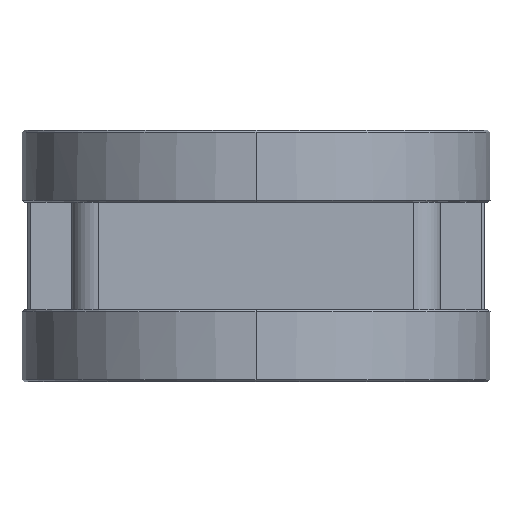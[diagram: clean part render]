
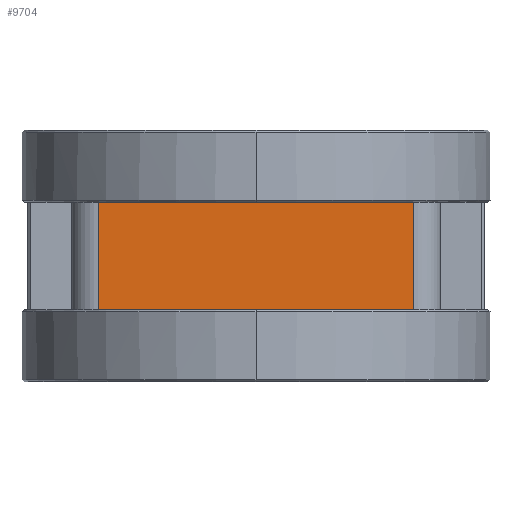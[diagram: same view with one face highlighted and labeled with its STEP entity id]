
A CAD part, front view. The second image highlights one B-rep face of the part: STEP entity #9704.
In plain terms, the highlighted planar face has unit normal (0, -1, 0).
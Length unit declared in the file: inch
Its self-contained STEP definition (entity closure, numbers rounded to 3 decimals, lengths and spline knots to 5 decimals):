
#1616=DIRECTION('',(1.,0.,0.));
#1617=VECTOR('',#1616,0.07648);
#1618=CARTESIAN_POINT('',(1.42352,-1.697,-0.5125));
#1619=LINE('',#1618,#1617);
#1625=DIRECTION('',(1.,0.,0.));
#1626=VECTOR('',#1625,0.07648);
#1627=CARTESIAN_POINT('',(-1.5,-1.697,-0.5125));
#1628=LINE('',#1627,#1626);
#2767=DIRECTION('',(1.,0.,0.));
#2768=VECTOR('',#2767,0.26871);
#2769=CARTESIAN_POINT('',(0.55983,-1.697,-0.5125));
#2770=LINE('',#2769,#2768);
#2771=DIRECTION('',(1.,0.,0.));
#2772=VECTOR('',#2771,1.11966);
#2773=CARTESIAN_POINT('',(-0.55983,-1.697,-0.5125));
#2774=LINE('',#2773,#2772);
#2775=DIRECTION('',(1.,0.,0.));
#2776=VECTOR('',#2775,0.26871);
#2777=CARTESIAN_POINT('',(-0.82854,-1.697,-0.5125));
#2778=LINE('',#2777,#2776);
#2779=DIRECTION('',(1.,0.,0.));
#2780=VECTOR('',#2779,0.59498);
#2781=CARTESIAN_POINT('',(-1.42352,-1.697,-0.5125));
#2782=LINE('',#2781,#2780);
#2783=DIRECTION('',(0.,0.,-1.));
#2784=VECTOR('',#2783,1.025);
#2785=CARTESIAN_POINT('',(-1.5,-1.697,0.5125));
#2786=LINE('',#2785,#2784);
#2787=DIRECTION('',(1.,0.,0.));
#2788=VECTOR('',#2787,0.59498);
#2789=CARTESIAN_POINT('',(-1.42352,-1.697,0.5125));
#2790=LINE('',#2789,#2788);
#2791=DIRECTION('',(-1.,0.,0.));
#2792=VECTOR('',#2791,0.26871);
#2793=CARTESIAN_POINT('',(-0.55983,-1.697,0.5125));
#2794=LINE('',#2793,#2792);
#2795=DIRECTION('',(1.,0.,0.));
#2796=VECTOR('',#2795,1.11966);
#2797=CARTESIAN_POINT('',(-0.55983,-1.697,0.5125));
#2798=LINE('',#2797,#2796);
#2799=DIRECTION('',(-1.,0.,0.));
#2800=VECTOR('',#2799,0.26871);
#2801=CARTESIAN_POINT('',(0.82854,-1.697,0.5125));
#2802=LINE('',#2801,#2800);
#2803=DIRECTION('',(1.,0.,0.));
#2804=VECTOR('',#2803,0.59498);
#2805=CARTESIAN_POINT('',(0.82854,-1.697,0.5125));
#2806=LINE('',#2805,#2804);
#2807=DIRECTION('',(0.,0.,-1.));
#2808=VECTOR('',#2807,1.025);
#2809=CARTESIAN_POINT('',(1.5,-1.697,0.5125));
#2810=LINE('',#2809,#2808);
#2811=DIRECTION('',(1.,0.,0.));
#2812=VECTOR('',#2811,0.59498);
#2813=CARTESIAN_POINT('',(0.82854,-1.697,-0.5125));
#2814=LINE('',#2813,#2812);
#2919=DIRECTION('',(-1.,0.,0.));
#2920=VECTOR('',#2919,0.07648);
#2921=CARTESIAN_POINT('',(1.5,-1.697,0.5125));
#2922=LINE('',#2921,#2920);
#2946=DIRECTION('',(-1.,0.,0.));
#2947=VECTOR('',#2946,0.07648);
#2948=CARTESIAN_POINT('',(-1.42352,-1.697,0.5125));
#2949=LINE('',#2948,#2947);
#4709=CARTESIAN_POINT('',(1.5,-1.697,-0.5125));
#4711=VERTEX_POINT('',#4709);
#4712=CARTESIAN_POINT('',(1.5,-1.697,0.5125));
#4713=VERTEX_POINT('',#4712);
#4716=CARTESIAN_POINT('',(-1.5,-1.697,-0.5125));
#4718=VERTEX_POINT('',#4716);
#4722=CARTESIAN_POINT('',(-1.5,-1.697,0.5125));
#4723=VERTEX_POINT('',#4722);
#4864=CARTESIAN_POINT('',(1.42352,-1.697,0.5125));
#4866=VERTEX_POINT('',#4864);
#4868=CARTESIAN_POINT('',(-1.42352,-1.697,0.5125));
#4869=VERTEX_POINT('',#4868);
#4902=CARTESIAN_POINT('',(1.42352,-1.697,-0.5125));
#4904=VERTEX_POINT('',#4902);
#4906=CARTESIAN_POINT('',(-1.42352,-1.697,-0.5125));
#4907=VERTEX_POINT('',#4906);
#5012=CARTESIAN_POINT('',(-0.82854,-1.697,0.5125));
#5013=CARTESIAN_POINT('',(-0.55983,-1.697,0.5125));
#5014=VERTEX_POINT('',#5012);
#5015=VERTEX_POINT('',#5013);
#5028=CARTESIAN_POINT('',(0.55983,-1.697,0.5125));
#5029=CARTESIAN_POINT('',(0.82854,-1.697,0.5125));
#5030=VERTEX_POINT('',#5028);
#5031=VERTEX_POINT('',#5029);
#5132=CARTESIAN_POINT('',(-0.82854,-1.697,-0.5125));
#5133=CARTESIAN_POINT('',(-0.55983,-1.697,-0.5125));
#5134=VERTEX_POINT('',#5132);
#5135=VERTEX_POINT('',#5133);
#5148=CARTESIAN_POINT('',(0.55983,-1.697,-0.5125));
#5149=CARTESIAN_POINT('',(0.82854,-1.697,-0.5125));
#5150=VERTEX_POINT('',#5148);
#5151=VERTEX_POINT('',#5149);
#9674=CARTESIAN_POINT('',(-1.76,-1.697,-0.5125));
#9675=DIRECTION('',(0.,-1.,0.));
#9676=DIRECTION('',(1.,0.,0.));
#9677=AXIS2_PLACEMENT_3D('',#9674,#9675,#9676);
#9678=PLANE('',#9677);
#9680=ORIENTED_EDGE('',*,*,#9679,.F.);
#9681=ORIENTED_EDGE('',*,*,#8455,.F.);
#9683=ORIENTED_EDGE('',*,*,#9682,.F.);
#9684=ORIENTED_EDGE('',*,*,#8451,.F.);
#9685=ORIENTED_EDGE('',*,*,#8340,.F.);
#9687=ORIENTED_EDGE('',*,*,#9686,.F.);
#9689=ORIENTED_EDGE('',*,*,#9688,.F.);
#9690=ORIENTED_EDGE('',*,*,#9430,.T.);
#9692=ORIENTED_EDGE('',*,*,#9691,.F.);
#9693=ORIENTED_EDGE('',*,*,#9426,.T.);
#9694=ORIENTED_EDGE('',*,*,#9630,.F.);
#9695=ORIENTED_EDGE('',*,*,#9435,.T.);
#9697=ORIENTED_EDGE('',*,*,#9696,.F.);
#9699=ORIENTED_EDGE('',*,*,#9698,.T.);
#9700=ORIENTED_EDGE('',*,*,#8328,.F.);
#9701=ORIENTED_EDGE('',*,*,#8445,.F.);
#9702=EDGE_LOOP('',(#9680,#9681,#9683,#9684,#9685,#9687,#9689,#9690,#9692,#9693,
#9694,#9695,#9697,#9699,#9700,#9701));
#9703=FACE_OUTER_BOUND('',#9702,.F.);
#9704=ADVANCED_FACE('',(#9703),#9678,.T.);
#8328=EDGE_CURVE('',#4904,#4711,#1619,.T.);
#8340=EDGE_CURVE('',#4718,#4907,#1628,.T.);
#8445=EDGE_CURVE('',#5151,#4904,#2814,.T.);
#8451=EDGE_CURVE('',#4907,#5134,#2782,.T.);
#8455=EDGE_CURVE('',#5135,#5150,#2774,.T.);
#9426=EDGE_CURVE('',#5015,#5030,#2798,.T.);
#9430=EDGE_CURVE('',#4869,#5014,#2790,.T.);
#9435=EDGE_CURVE('',#5031,#4866,#2806,.T.);
#9630=EDGE_CURVE('',#5031,#5030,#2802,.T.);
#9679=EDGE_CURVE('',#5150,#5151,#2770,.T.);
#9682=EDGE_CURVE('',#5134,#5135,#2778,.T.);
#9686=EDGE_CURVE('',#4723,#4718,#2786,.T.);
#9688=EDGE_CURVE('',#4869,#4723,#2949,.T.);
#9691=EDGE_CURVE('',#5015,#5014,#2794,.T.);
#9696=EDGE_CURVE('',#4713,#4866,#2922,.T.);
#9698=EDGE_CURVE('',#4713,#4711,#2810,.T.);
